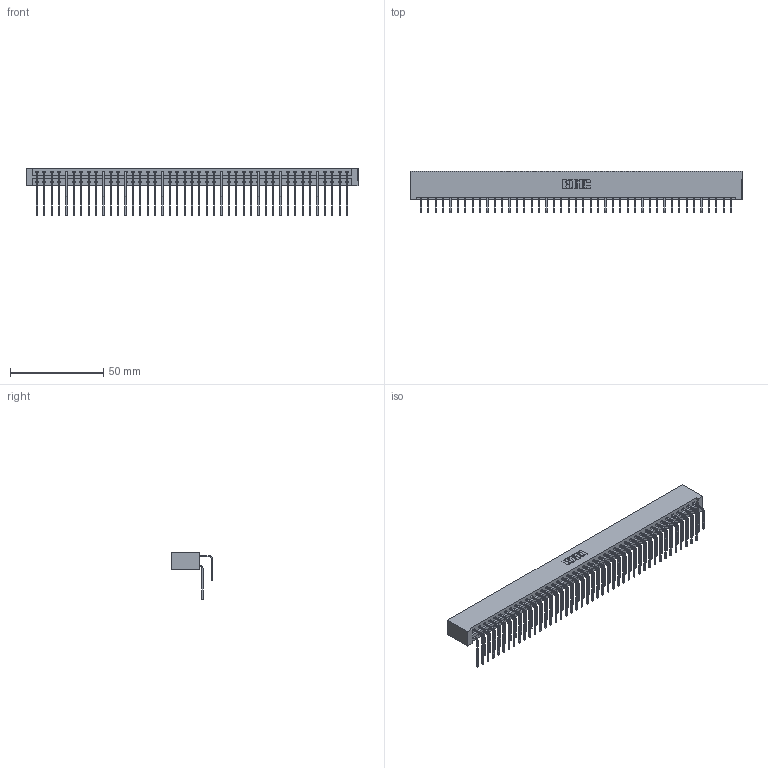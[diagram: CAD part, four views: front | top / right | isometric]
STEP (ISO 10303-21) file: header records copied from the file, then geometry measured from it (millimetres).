
FILE_DESCRIPTION (( 'STEP AP203' ), '1' );
FILE_NAME ('387-086-558-201.STEP', '2019-10-23T04:23:27', ( '' ), ( '' ), 'SwSTEP 2.0', 'SolidWorks 2016', '' );
FILE_SCHEMA (( 'CONFIG_CONTROL_DESIGN' ));
Length unit declared in the file: inch
Products named in the file (4): 345-292-001_558 Tail - 2; 387-086-558-201; 337 Part_No Mounting Lugs; 345-292-001_558 559 Tail - 1
Assembly tree (87 placements, depth 2):
  387-086-558-201
    337 Part_No Mounting Lugs
    345-292-001_558 559 Tail - 1  x43
    345-292-001_558 Tail - 2  x43
Bounding box: 178.26 x 22.17 x 25.53 mm (x, y, z)
Volume: 20056.3 mm3; surface area: 25230.6 mm2
Topology: 87 solids, 87 shells, 4922 faces, 14649 edges, 9650 vertices
Faces by surface type: plane 3506, cylinder 1416
Entity records: 34717 total; most frequent: CARTESIAN_POINT 5893, ORIENTED_EDGE 5778, DIRECTION 4985, EDGE_CURVE 2889, LINE 2729, VECTOR 2729, VERTEX_POINT 1922, AXIS2_PLACEMENT_3D 1128
